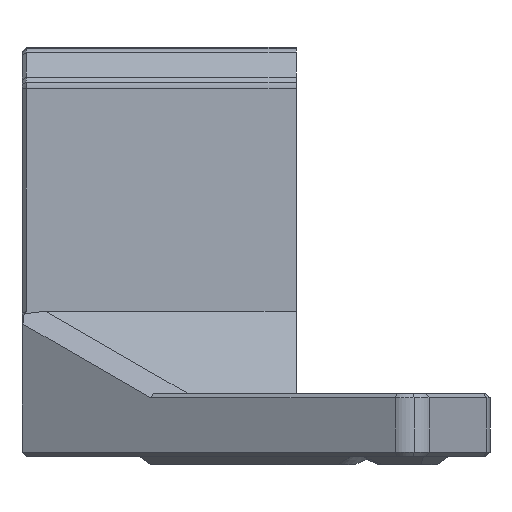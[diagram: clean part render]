
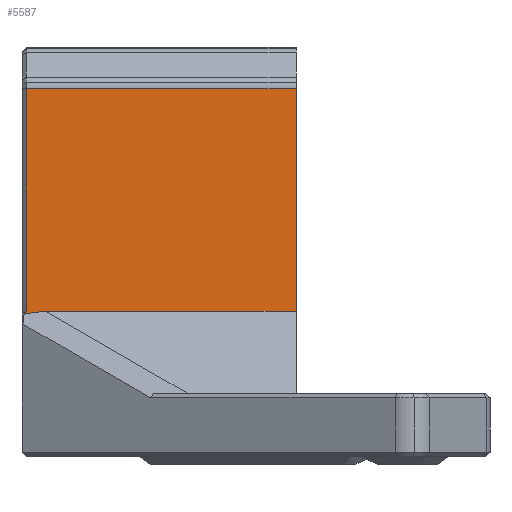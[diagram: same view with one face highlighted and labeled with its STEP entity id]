
A CAD part, left-side view. The second image highlights one B-rep face of the part: STEP entity #5587.
In plain terms, the highlighted planar face has unit normal (-1, 0, 0).
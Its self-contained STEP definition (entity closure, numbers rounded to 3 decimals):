
#4713=CARTESIAN_POINT('',(-21.042,143.685,548.5));
#4714=VERTEX_POINT('',#4713);
#4721=CARTESIAN_POINT('',(-21.042,146.242,548.178));
#4722=VERTEX_POINT('',#4721);
#4723=CARTESIAN_POINT('',(-21.042,143.685,548.5));
#4724=DIRECTION('',(-0.,0.992,-0.125));
#4725=VECTOR('',#4724,2.577);
#4726=LINE('',#4723,#4725);
#4727=EDGE_CURVE('',#4714,#4722,#4726,.T.);
#4996=CARTESIAN_POINT('',(-21.042,146.015,548.5));
#4997=VERTEX_POINT('',#4996);
#4998=CARTESIAN_POINT('',(-21.042,146.015,548.5));
#4999=DIRECTION('',(-0.,0.577,-0.816));
#5000=VECTOR('',#4999,0.395);
#5001=LINE('',#4998,#5000);
#5002=EDGE_CURVE('',#4997,#4722,#5001,.T.);
#5319=CARTESIAN_POINT('',(-21.042,146.015,575.483));
#5320=VERTEX_POINT('',#5319);
#5342=CARTESIAN_POINT('',(-21.042,146.015,548.5));
#5343=DIRECTION('',(-0.,-0.,1.));
#5344=VECTOR('',#5343,26.983);
#5345=LINE('',#5342,#5344);
#5346=EDGE_CURVE('',#4997,#5320,#5345,.T.);
#5545=CARTESIAN_POINT('',(-21.042,113.261,548.5));
#5546=VERTEX_POINT('',#5545);
#5553=CARTESIAN_POINT('',(-21.042,113.261,548.5));
#5554=DIRECTION('',(-0.,1.,0.));
#5555=VECTOR('',#5554,30.424);
#5556=LINE('',#5553,#5555);
#5557=EDGE_CURVE('',#5546,#4714,#5556,.T.);
#5562=CARTESIAN_POINT('',(-21.042,171.422,542.88));
#5563=DIRECTION('',(1.,0.,0.));
#5564=DIRECTION('',(-0.,0.,1.));
#5565=AXIS2_PLACEMENT_3D('',#5562,#5563,#5564);
#5566=PLANE('',#5565);
#5567=ORIENTED_EDGE('',*,*,#5346,.F.);
#5568=ORIENTED_EDGE('',*,*,#5002,.T.);
#5569=ORIENTED_EDGE('',*,*,#4727,.F.);
#5570=ORIENTED_EDGE('',*,*,#5557,.F.);
#5571=CARTESIAN_POINT('',(-21.042,113.261,575.483));
#5572=VERTEX_POINT('',#5571);
#5573=CARTESIAN_POINT('',(-21.042,113.261,548.5));
#5574=DIRECTION('',(-0.,0.,1.));
#5575=VECTOR('',#5574,26.983);
#5576=LINE('',#5573,#5575);
#5577=EDGE_CURVE('',#5546,#5572,#5576,.T.);
#5578=ORIENTED_EDGE('',*,*,#5577,.T.);
#5579=CARTESIAN_POINT('',(-21.042,146.015,575.483));
#5580=DIRECTION('',(0.,-1.,-0.));
#5581=VECTOR('',#5580,32.754);
#5582=LINE('',#5579,#5581);
#5583=EDGE_CURVE('',#5320,#5572,#5582,.T.);
#5584=ORIENTED_EDGE('',*,*,#5583,.F.);
#5585=EDGE_LOOP('',(#5567,#5568,#5569,#5570,#5578,#5584));
#5586=FACE_BOUND('',#5585,.T.);
#5587=ADVANCED_FACE('',(#5586),#5566,.F.);
